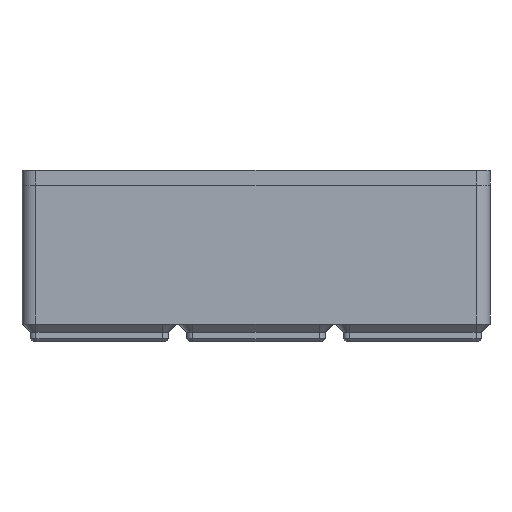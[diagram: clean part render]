
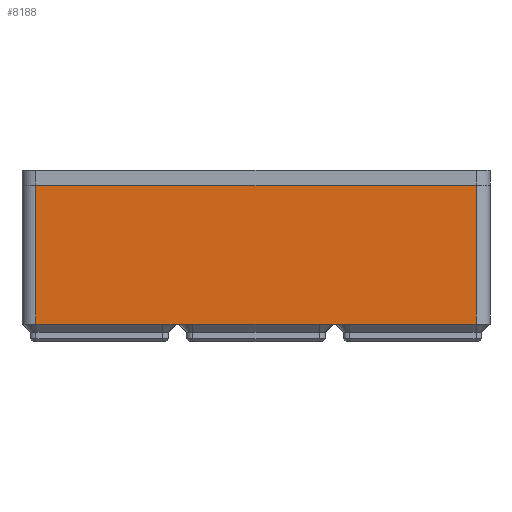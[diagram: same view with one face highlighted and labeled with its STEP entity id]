
A CAD part, front view. The second image highlights one B-rep face of the part: STEP entity #8188.
In plain terms, the highlighted planar face has unit normal (0, -1, 0).
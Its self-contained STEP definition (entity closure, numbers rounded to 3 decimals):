
#5808 = VERTEX_POINT('',#5809);
#5809 = CARTESIAN_POINT('',(-17.,-20.75,0.));
#6201 = VERTEX_POINT('',#6202);
#6202 = CARTESIAN_POINT('',(17.,-20.75,-37.25));
#6209 = EDGE_CURVE('',#6210,#6201,#6212,.T.);
#6210 = VERTEX_POINT('',#6211);
#6211 = CARTESIAN_POINT('',(25.,-20.75,-37.25));
#6212 = LINE('',#6213,#6214);
#6213 = CARTESIAN_POINT('',(101.,-20.75,-37.25));
#6214 = VECTOR('',#6215,1.);
#6215 = DIRECTION('',(-1.,0.,0.));
#6269 = VERTEX_POINT('',#6270);
#6270 = CARTESIAN_POINT('',(59.,-20.75,-37.25));
#6277 = EDGE_CURVE('',#6278,#6269,#6280,.T.);
#6278 = VERTEX_POINT('',#6279);
#6279 = CARTESIAN_POINT('',(67.,-20.75,-37.25));
#6280 = LINE('',#6281,#6282);
#6281 = CARTESIAN_POINT('',(101.,-20.75,-37.25));
#6282 = VECTOR('',#6283,1.);
#6283 = DIRECTION('',(-1.,0.,0.));
#6916 = EDGE_CURVE('',#6917,#5808,#6919,.T.);
#6917 = VERTEX_POINT('',#6918);
#6918 = CARTESIAN_POINT('',(-17.,-20.75,-37.25));
#6919 = LINE('',#6920,#6921);
#6920 = CARTESIAN_POINT('',(-17.,-20.75,-37.25));
#6921 = VECTOR('',#6922,1.);
#6922 = DIRECTION('',(0.,0.,1.));
#7112 = EDGE_CURVE('',#5808,#7113,#7115,.T.);
#7113 = VERTEX_POINT('',#7114);
#7114 = CARTESIAN_POINT('',(101.,-20.75,0.));
#7115 = LINE('',#7116,#7117);
#7116 = CARTESIAN_POINT('',(101.,-20.75,0.));
#7117 = VECTOR('',#7118,1.);
#7118 = DIRECTION('',(1.,0.,0.));
#8188 = ADVANCED_FACE('',(#8189),#8221,.T.);
#8189 = FACE_BOUND('',#8190,.T.);
#8190 = EDGE_LOOP('',(#8191,#8199,#8200,#8201,#8207,#8208,#8214,#8215));
#8191 = ORIENTED_EDGE('',*,*,#8192,.T.);
#8192 = EDGE_CURVE('',#8193,#7113,#8195,.T.);
#8193 = VERTEX_POINT('',#8194);
#8194 = CARTESIAN_POINT('',(101.,-20.75,-37.25));
#8195 = LINE('',#8196,#8197);
#8196 = CARTESIAN_POINT('',(101.,-20.75,-37.25));
#8197 = VECTOR('',#8198,1.);
#8198 = DIRECTION('',(0.,0.,1.));
#8199 = ORIENTED_EDGE('',*,*,#7112,.F.);
#8200 = ORIENTED_EDGE('',*,*,#6916,.F.);
#8201 = ORIENTED_EDGE('',*,*,#8202,.F.);
#8202 = EDGE_CURVE('',#6201,#6917,#8203,.T.);
#8203 = LINE('',#8204,#8205);
#8204 = CARTESIAN_POINT('',(17.,-20.75,-37.25));
#8205 = VECTOR('',#8206,1.);
#8206 = DIRECTION('',(-1.,0.,0.));
#8207 = ORIENTED_EDGE('',*,*,#6209,.F.);
#8208 = ORIENTED_EDGE('',*,*,#8209,.F.);
#8209 = EDGE_CURVE('',#6269,#6210,#8210,.T.);
#8210 = LINE('',#8211,#8212);
#8211 = CARTESIAN_POINT('',(59.,-20.75,-37.25));
#8212 = VECTOR('',#8213,1.);
#8213 = DIRECTION('',(-1.,0.,0.));
#8214 = ORIENTED_EDGE('',*,*,#6277,.F.);
#8215 = ORIENTED_EDGE('',*,*,#8216,.F.);
#8216 = EDGE_CURVE('',#8193,#6278,#8217,.T.);
#8217 = LINE('',#8218,#8219);
#8218 = CARTESIAN_POINT('',(101.,-20.75,-37.25));
#8219 = VECTOR('',#8220,1.);
#8220 = DIRECTION('',(-1.,0.,0.));
#8221 = PLANE('',#8222);
#8222 = AXIS2_PLACEMENT_3D('',#8223,#8224,#8225);
#8223 = CARTESIAN_POINT('',(101.,-20.75,-37.25));
#8224 = DIRECTION('',(0.,-1.,0.));
#8225 = DIRECTION('',(-1.,0.,0.));
